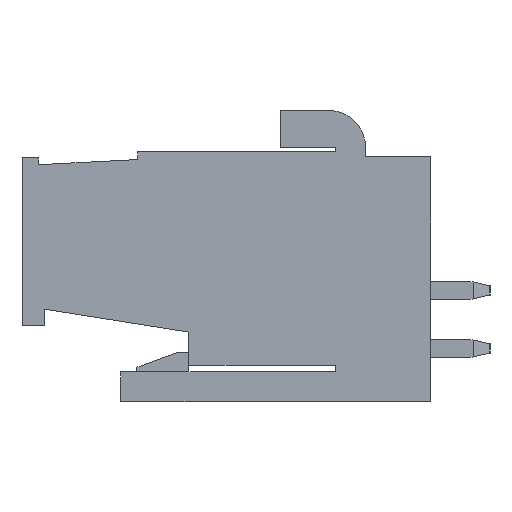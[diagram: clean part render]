
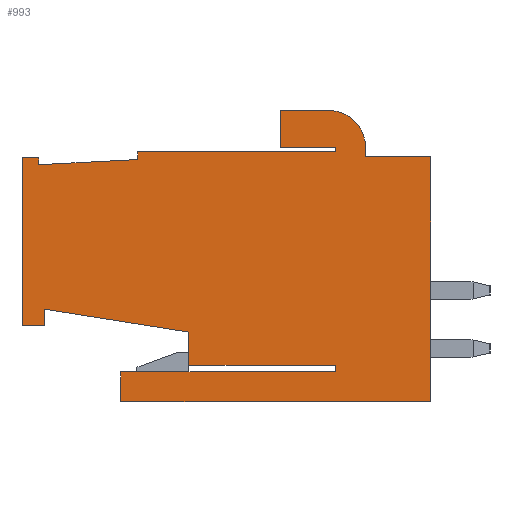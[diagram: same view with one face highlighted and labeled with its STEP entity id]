
A CAD part, left-side view. The second image highlights one B-rep face of the part: STEP entity #993.
In plain terms, the highlighted planar face has unit normal (-1, 0, 0).
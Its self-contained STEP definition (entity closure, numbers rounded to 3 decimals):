
#521=AXIS2_PLACEMENT_3D('Circle Axis2P3D',#519,#520,$) ;
#891=AXIS2_PLACEMENT_3D('Plane Axis2P3D',#888,#889,#890) ;
#40=CARTESIAN_POINT('Vertex',(-14.615,0.,13.2)) ;
#45=CARTESIAN_POINT('Line Origine',(-14.615,-1.755,13.2)) ;
#49=CARTESIAN_POINT('Vertex',(-14.615,-3.51,13.2)) ;
#136=CARTESIAN_POINT('Vertex',(-14.615,0.,13.7)) ;
#139=CARTESIAN_POINT('Line Origine',(-14.615,0.,13.45)) ;
#516=CARTESIAN_POINT('Vertex',(-14.615,2.,15.7)) ;
#519=CARTESIAN_POINT('Axis2P3D Location',(-14.615,2.,13.7)) ;
#547=CARTESIAN_POINT('Vertex',(-14.615,4.6,15.7)) ;
#550=CARTESIAN_POINT('Line Origine',(-14.615,3.3,15.7)) ;
#578=CARTESIAN_POINT('Vertex',(-14.615,4.6,13.7)) ;
#581=CARTESIAN_POINT('Line Origine',(-14.615,4.6,14.7)) ;
#609=CARTESIAN_POINT('Vertex',(-14.615,1.63,13.7)) ;
#612=CARTESIAN_POINT('Line Origine',(-14.615,3.115,13.7)) ;
#642=CARTESIAN_POINT('Vertex',(-14.615,1.63,1.6)) ;
#645=CARTESIAN_POINT('Line Origine',(-14.615,1.63,1.773)) ;
#649=CARTESIAN_POINT('Vertex',(-14.615,1.63,1.947)) ;
#664=CARTESIAN_POINT('Line Origine',(-14.615,1.63,13.588)) ;
#668=CARTESIAN_POINT('Vertex',(-14.615,1.63,13.477)) ;
#706=CARTESIAN_POINT('Vertex',(-14.615,13.2,1.6)) ;
#709=CARTESIAN_POINT('Line Origine',(-14.615,7.415,1.6)) ;
#771=CARTESIAN_POINT('Vertex',(-14.615,13.2,0.)) ;
#774=CARTESIAN_POINT('Line Origine',(-14.615,13.2,0.8)) ;
#795=CARTESIAN_POINT('Vertex',(-14.615,-3.51,0.)) ;
#800=CARTESIAN_POINT('Line Origine',(-14.615,4.845,0.)) ;
#854=CARTESIAN_POINT('Line Origine',(-14.615,-3.51,6.6)) ;
#888=CARTESIAN_POINT('Axis2P3D Location',(-14.615,0.,0.)) ;
#893=CARTESIAN_POINT('Line Origine',(-14.615,6.965,13.477)) ;
#897=CARTESIAN_POINT('Vertex',(-14.615,12.3,13.477)) ;
#900=CARTESIAN_POINT('Line Origine',(-14.615,12.3,13.264)) ;
#904=CARTESIAN_POINT('Vertex',(-14.615,12.3,13.052)) ;
#907=CARTESIAN_POINT('Line Origine',(-14.615,14.965,12.912)) ;
#911=CARTESIAN_POINT('Vertex',(-14.615,17.63,12.772)) ;
#914=CARTESIAN_POINT('Line Origine',(-14.615,17.63,12.96)) ;
#918=CARTESIAN_POINT('Vertex',(-14.615,17.63,13.147)) ;
#921=CARTESIAN_POINT('Line Origine',(-14.615,18.08,13.147)) ;
#925=CARTESIAN_POINT('Vertex',(-14.615,18.53,13.147)) ;
#928=CARTESIAN_POINT('Line Origine',(-14.615,18.53,8.612)) ;
#932=CARTESIAN_POINT('Vertex',(-14.615,18.53,4.077)) ;
#935=CARTESIAN_POINT('Line Origine',(-14.615,17.93,4.077)) ;
#939=CARTESIAN_POINT('Vertex',(-14.615,17.33,4.077)) ;
#942=CARTESIAN_POINT('Line Origine',(-14.615,17.33,4.529)) ;
#946=CARTESIAN_POINT('Vertex',(-14.615,17.33,4.982)) ;
#949=CARTESIAN_POINT('Line Origine',(-14.615,13.43,4.364)) ;
#953=CARTESIAN_POINT('Vertex',(-14.615,9.53,3.747)) ;
#956=CARTESIAN_POINT('Line Origine',(-14.615,9.53,2.847)) ;
#960=CARTESIAN_POINT('Vertex',(-14.615,9.53,1.947)) ;
#963=CARTESIAN_POINT('Line Origine',(-14.615,5.58,1.947)) ;
#46=DIRECTION('Vector Direction',(0.,-1.,0.)) ;
#140=DIRECTION('Vector Direction',(0.,0.,-1.)) ;
#520=DIRECTION('Axis2P3D Direction',(-1.,0.,0.)) ;
#551=DIRECTION('Vector Direction',(0.,-1.,0.)) ;
#582=DIRECTION('Vector Direction',(0.,0.,1.)) ;
#613=DIRECTION('Vector Direction',(0.,1.,0.)) ;
#646=DIRECTION('Vector Direction',(0.,0.,1.)) ;
#665=DIRECTION('Vector Direction',(0.,0.,1.)) ;
#710=DIRECTION('Vector Direction',(0.,-1.,0.)) ;
#775=DIRECTION('Vector Direction',(0.,0.,1.)) ;
#801=DIRECTION('Vector Direction',(0.,1.,0.)) ;
#855=DIRECTION('Vector Direction',(0.,0.,-1.)) ;
#889=DIRECTION('Axis2P3D Direction',(-1.,0.,0.)) ;
#890=DIRECTION('Axis2P3D XDirection',(0.,-1.,0.)) ;
#894=DIRECTION('Vector Direction',(0.,-1.,0.)) ;
#901=DIRECTION('Vector Direction',(0.,0.,-1.)) ;
#908=DIRECTION('Vector Direction',(0.,0.999,-0.052)) ;
#915=DIRECTION('Vector Direction',(0.,0.,-1.)) ;
#922=DIRECTION('Vector Direction',(0.,-1.,0.)) ;
#929=DIRECTION('Vector Direction',(0.,0.,1.)) ;
#936=DIRECTION('Vector Direction',(0.,1.,0.)) ;
#943=DIRECTION('Vector Direction',(0.,0.,-1.)) ;
#950=DIRECTION('Vector Direction',(0.,0.988,0.156)) ;
#957=DIRECTION('Vector Direction',(0.,0.,1.)) ;
#964=DIRECTION('Vector Direction',(0.,-1.,0.)) ;
#47=VECTOR('Line Direction',#46,1.) ;
#141=VECTOR('Line Direction',#140,1.) ;
#552=VECTOR('Line Direction',#551,1.) ;
#583=VECTOR('Line Direction',#582,1.) ;
#614=VECTOR('Line Direction',#613,1.) ;
#647=VECTOR('Line Direction',#646,1.) ;
#666=VECTOR('Line Direction',#665,1.) ;
#711=VECTOR('Line Direction',#710,1.) ;
#776=VECTOR('Line Direction',#775,1.) ;
#802=VECTOR('Line Direction',#801,1.) ;
#856=VECTOR('Line Direction',#855,1.) ;
#895=VECTOR('Line Direction',#894,1.) ;
#902=VECTOR('Line Direction',#901,1.) ;
#909=VECTOR('Line Direction',#908,1.) ;
#916=VECTOR('Line Direction',#915,1.) ;
#923=VECTOR('Line Direction',#922,1.) ;
#930=VECTOR('Line Direction',#929,1.) ;
#937=VECTOR('Line Direction',#936,1.) ;
#944=VECTOR('Line Direction',#943,1.) ;
#951=VECTOR('Line Direction',#950,1.) ;
#958=VECTOR('Line Direction',#957,1.) ;
#965=VECTOR('Line Direction',#964,1.) ;
#969=ORIENTED_EDGE('',*,*,#51,.T.) ;
#970=ORIENTED_EDGE('',*,*,#143,.T.) ;
#971=ORIENTED_EDGE('',*,*,#523,.T.) ;
#972=ORIENTED_EDGE('',*,*,#554,.T.) ;
#973=ORIENTED_EDGE('',*,*,#585,.T.) ;
#974=ORIENTED_EDGE('',*,*,#616,.T.) ;
#975=ORIENTED_EDGE('',*,*,#670,.T.) ;
#976=ORIENTED_EDGE('',*,*,#899,.F.) ;
#977=ORIENTED_EDGE('',*,*,#906,.F.) ;
#978=ORIENTED_EDGE('',*,*,#913,.F.) ;
#979=ORIENTED_EDGE('',*,*,#920,.F.) ;
#980=ORIENTED_EDGE('',*,*,#927,.F.) ;
#981=ORIENTED_EDGE('',*,*,#934,.F.) ;
#982=ORIENTED_EDGE('',*,*,#941,.F.) ;
#983=ORIENTED_EDGE('',*,*,#948,.F.) ;
#984=ORIENTED_EDGE('',*,*,#955,.F.) ;
#985=ORIENTED_EDGE('',*,*,#962,.F.) ;
#986=ORIENTED_EDGE('',*,*,#967,.F.) ;
#987=ORIENTED_EDGE('',*,*,#651,.T.) ;
#988=ORIENTED_EDGE('',*,*,#713,.T.) ;
#989=ORIENTED_EDGE('',*,*,#778,.T.) ;
#990=ORIENTED_EDGE('',*,*,#804,.T.) ;
#991=ORIENTED_EDGE('',*,*,#858,.T.) ;
#993=ADVANCED_FACE('PartBody',(#992),#892,.T.) ;
#522=CIRCLE('generated circle',#521,2.) ;
#51=EDGE_CURVE('',#50,#41,#48,.F.) ;
#143=EDGE_CURVE('',#41,#137,#142,.F.) ;
#523=EDGE_CURVE('',#137,#517,#522,.T.) ;
#554=EDGE_CURVE('',#517,#548,#553,.F.) ;
#585=EDGE_CURVE('',#548,#579,#584,.F.) ;
#616=EDGE_CURVE('',#579,#610,#615,.F.) ;
#651=EDGE_CURVE('',#650,#643,#648,.F.) ;
#670=EDGE_CURVE('',#610,#669,#667,.F.) ;
#713=EDGE_CURVE('',#643,#707,#712,.F.) ;
#778=EDGE_CURVE('',#707,#772,#777,.F.) ;
#804=EDGE_CURVE('',#772,#796,#803,.F.) ;
#858=EDGE_CURVE('',#796,#50,#857,.F.) ;
#899=EDGE_CURVE('',#898,#669,#896,.T.) ;
#906=EDGE_CURVE('',#905,#898,#903,.F.) ;
#913=EDGE_CURVE('',#912,#905,#910,.F.) ;
#920=EDGE_CURVE('',#919,#912,#917,.T.) ;
#927=EDGE_CURVE('',#926,#919,#924,.T.) ;
#934=EDGE_CURVE('',#933,#926,#931,.T.) ;
#941=EDGE_CURVE('',#940,#933,#938,.T.) ;
#948=EDGE_CURVE('',#947,#940,#945,.T.) ;
#955=EDGE_CURVE('',#954,#947,#952,.T.) ;
#962=EDGE_CURVE('',#961,#954,#959,.T.) ;
#967=EDGE_CURVE('',#650,#961,#966,.F.) ;
#968=EDGE_LOOP('',(#969,#970,#971,#972,#973,#974,#975,#976,#977,#978,#979,#980,#981,#982,#983,#984,#985,#986,#987,#988,#989,#990,#991)) ;
#992=FACE_OUTER_BOUND('',#968,.T.) ;
#48=LINE('Line',#45,#47) ;
#142=LINE('Line',#139,#141) ;
#553=LINE('Line',#550,#552) ;
#584=LINE('Line',#581,#583) ;
#615=LINE('Line',#612,#614) ;
#648=LINE('Line',#645,#647) ;
#667=LINE('Line',#664,#666) ;
#712=LINE('Line',#709,#711) ;
#777=LINE('Line',#774,#776) ;
#803=LINE('Line',#800,#802) ;
#857=LINE('Line',#854,#856) ;
#896=LINE('Line',#893,#895) ;
#903=LINE('Line',#900,#902) ;
#910=LINE('Line',#907,#909) ;
#917=LINE('Line',#914,#916) ;
#924=LINE('Line',#921,#923) ;
#931=LINE('Line',#928,#930) ;
#938=LINE('Line',#935,#937) ;
#945=LINE('Line',#942,#944) ;
#952=LINE('Line',#949,#951) ;
#959=LINE('Line',#956,#958) ;
#966=LINE('Line',#963,#965) ;
#892=PLANE('',#891) ;
#41=VERTEX_POINT('',#40) ;
#50=VERTEX_POINT('',#49) ;
#137=VERTEX_POINT('',#136) ;
#517=VERTEX_POINT('',#516) ;
#548=VERTEX_POINT('',#547) ;
#579=VERTEX_POINT('',#578) ;
#610=VERTEX_POINT('',#609) ;
#643=VERTEX_POINT('',#642) ;
#650=VERTEX_POINT('',#649) ;
#669=VERTEX_POINT('',#668) ;
#707=VERTEX_POINT('',#706) ;
#772=VERTEX_POINT('',#771) ;
#796=VERTEX_POINT('',#795) ;
#898=VERTEX_POINT('',#897) ;
#905=VERTEX_POINT('',#904) ;
#912=VERTEX_POINT('',#911) ;
#919=VERTEX_POINT('',#918) ;
#926=VERTEX_POINT('',#925) ;
#933=VERTEX_POINT('',#932) ;
#940=VERTEX_POINT('',#939) ;
#947=VERTEX_POINT('',#946) ;
#954=VERTEX_POINT('',#953) ;
#961=VERTEX_POINT('',#960) ;
